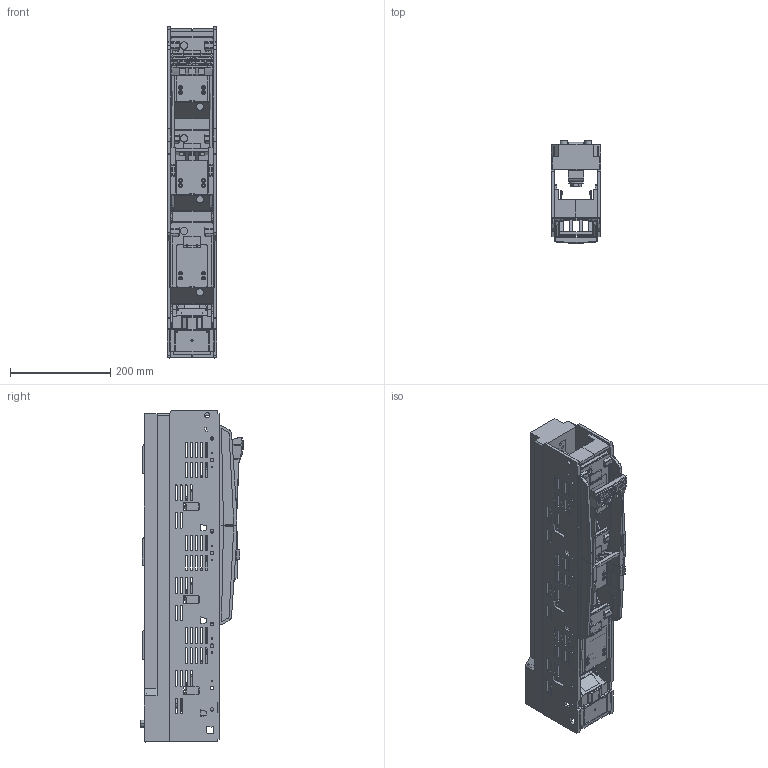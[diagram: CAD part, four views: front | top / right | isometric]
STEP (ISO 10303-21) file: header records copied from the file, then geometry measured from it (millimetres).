
FILE_DESCRIPTION((''),'2;1');
FILE_NAME('SL1_3X3_3A_ASM','2021-04-15T',('marketing.praksa'),('Audax d.o.o.'),'CREO PARAMETRIC BY PTC INC, 2017480','CREO PARAMETRIC BY PTC INC, 2017480','');
FILE_SCHEMA(('AUTOMOTIVE_DESIGN { 1 0 10303 214 1 1 1 1 }'));
Products named in the file (31): K_X2_00F6_X0_RPER_1____SOL1_-_W; K_X2_00F6_X0_RPER_3____SOL2_-_W; K_X2_00F6_X0_RPER_4____SOL3_-_W; K_X2_00F6_X0_RPER_5____SOL4_-_W; K_X2_00F6_X0_RPER_6____SOL5_-_W; K_X2_00F6_X0_RPER_7____SOL6_-_W; K_X2_00F6_X0_RPER_9____SOL8_-_W; K_X2_00F6_X0_RPER_10____SOL9_-_; K_X2_00F6_X0_RPER_11____SOL10_-; K_X2_00F6_X0_RPER_12____SOL11_-; K_X2_00F6_X0_RPER_13____SOL12_-; K_X2_00F6_X0_RPER_14____SOL13_-; K_X2_00F6_X0_RPER_15____SOL14_-; K_X2_00F6_X0_RPER_16____SOL15_-; K_X2_00F6_X0_RPER_17____SOL16_-; K_X2_00F6_X0_RPER_18____SOL17_-; K_X2_00F6_X0_RPER_19____SOL18_-; K_X2_00F6_X0_RPER_20____SOL19_-; K_X2_00F6_X0_RPER_21____SOL20_-; K_X2_00F6_X0_RPER_22____SOL21_-; K_X2_00F6_X0_RPER_23____SOL22_-; K_X2_00F6_X0_RPER_24____SOL23_-; K_X2_00F6_X0_RPER_25____SOL24_-; K_X2_00F6_X0_RPER_26____SOL25_-; K_X2_00F6_X0_RPER_27____SOL26_-; K_X2_00F6_X0_RPER_28____SOL27_-; K_X2_00F6_X0_RPER_29____SOL28_-; PRT0125; K_X2_00F6_X0_RPER_30____SOL29_-; LOGO; SL1_3X3_3A_ASM
Assembly tree (30 placements, depth 2):
  SL1_3X3_3A_ASM
    K_X2_00F6_X0_RPER_1____SOL1_-_W
    K_X2_00F6_X0_RPER_3____SOL2_-_W
    K_X2_00F6_X0_RPER_4____SOL3_-_W
    K_X2_00F6_X0_RPER_5____SOL4_-_W
    K_X2_00F6_X0_RPER_6____SOL5_-_W
    K_X2_00F6_X0_RPER_7____SOL6_-_W
    K_X2_00F6_X0_RPER_9____SOL8_-_W
    K_X2_00F6_X0_RPER_10____SOL9_-_
    K_X2_00F6_X0_RPER_11____SOL10_-
    K_X2_00F6_X0_RPER_12____SOL11_-
    K_X2_00F6_X0_RPER_13____SOL12_-
    K_X2_00F6_X0_RPER_14____SOL13_-
    K_X2_00F6_X0_RPER_15____SOL14_-
    K_X2_00F6_X0_RPER_16____SOL15_-
    K_X2_00F6_X0_RPER_17____SOL16_-
    K_X2_00F6_X0_RPER_18____SOL17_-
    K_X2_00F6_X0_RPER_19____SOL18_-
    K_X2_00F6_X0_RPER_20____SOL19_-
    K_X2_00F6_X0_RPER_21____SOL20_-
    K_X2_00F6_X0_RPER_22____SOL21_-
    K_X2_00F6_X0_RPER_23____SOL22_-
    K_X2_00F6_X0_RPER_24____SOL23_-
    K_X2_00F6_X0_RPER_25____SOL24_-
    K_X2_00F6_X0_RPER_26____SOL25_-
    K_X2_00F6_X0_RPER_27____SOL26_-
    K_X2_00F6_X0_RPER_28____SOL27_-
    K_X2_00F6_X0_RPER_29____SOL28_-
    PRT0125
    K_X2_00F6_X0_RPER_30____SOL29_-
    LOGO
Bounding box: 99 x 205.48 x 662 mm (x, y, z)
Volume: 3198551.1 mm3; surface area: 1045130.6 mm2
Topology: 31 solids, 33 shells, 3910 faces, 11926 edges, 8096 vertices
Faces by surface type: plane 2616, cylinder 1157, cone 105, revolution 14, sphere 12, torus 4, bspline 2
Entity records: 201490 total; most frequent: CARTESIAN_POINT 26564, ORIENTED_EDGE 23820, DIRECTION 21991, PRESENTATION_STYLE_ASSIGNMENT 15868, STYLED_ITEM 15868, CURVE_STYLE 11927, EDGE_CURVE 11913, VECTOR 8653
